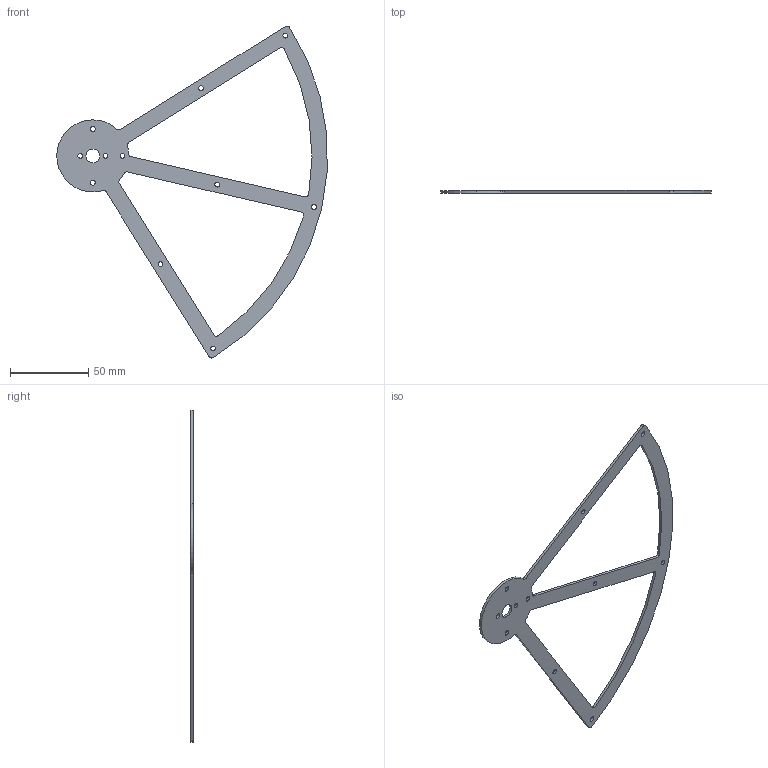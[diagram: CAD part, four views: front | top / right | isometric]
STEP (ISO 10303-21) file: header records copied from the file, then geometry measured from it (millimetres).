
FILE_DESCRIPTION (( 'STEP AP214' ), '1' );
FILE_NAME ('Blade_Guard_Plate.STEP', '2014-11-03T06:23:19', ( 'Nathan Curry' ), ( 'Hewlett-Packard' ), 'SwSTEP 2.0', 'SolidWorks 2014', '' );
FILE_SCHEMA (( 'AUTOMOTIVE_DESIGN' ));
Length unit declared in the file: millimetre
Products named in the file (1): Blade_Guard_Plate
Bounding box: 172.68 x 1.75 x 212.03 mm (x, y, z)
Volume: 12976.6 mm3; surface area: 17300 mm2
Topology: 1 solids, 1 shells, 56 faces, 162 edges, 108 vertices
Faces by surface type: cylinder 48, plane 8
Entity records: 1992 total; most frequent: DIRECTION 372, CARTESIAN_POINT 327, ORIENTED_EDGE 324, EDGE_CURVE 162, AXIS2_PLACEMENT_3D 153, VERTEX_POINT 108, CIRCLE 96, EDGE_LOOP 84
